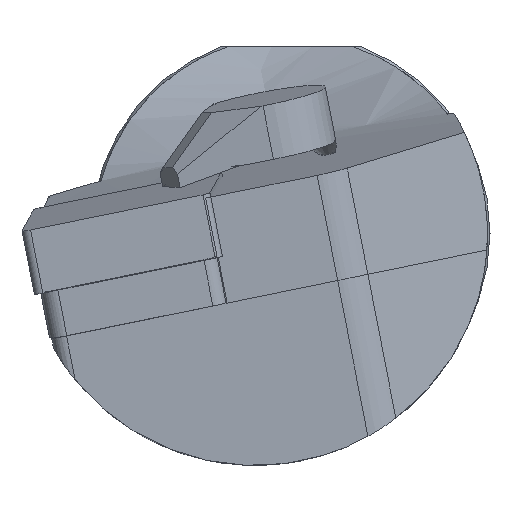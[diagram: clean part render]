
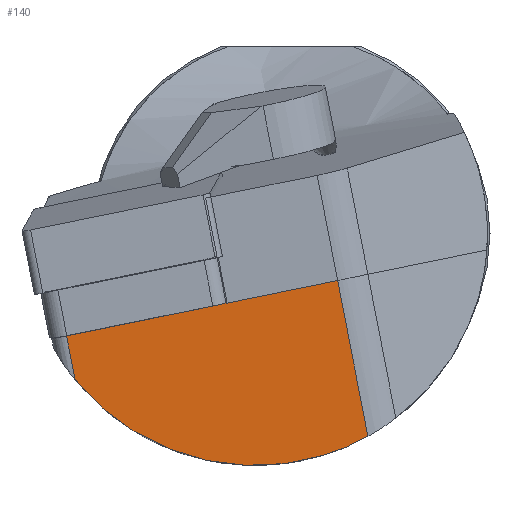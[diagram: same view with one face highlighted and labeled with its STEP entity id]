
A CAD part, left-side view. The second image highlights one B-rep face of the part: STEP entity #140.
In plain terms, the highlighted planar face has unit normal (-0.991, -0.105, -0.086).
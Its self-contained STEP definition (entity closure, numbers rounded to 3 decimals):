
#79=ELLIPSE('',#1111,23.518,23.3);
#140=ADVANCED_FACE('',(#233),#188,.F.);
#188=PLANE('',#1138);
#233=FACE_OUTER_BOUND('',#296,.T.);
#296=EDGE_LOOP('',(#495,#496,#497,#498,#499,#500));
#495=ORIENTED_EDGE('',*,*,#854,.T.);
#496=ORIENTED_EDGE('',*,*,#855,.F.);
#497=ORIENTED_EDGE('',*,*,#815,.T.);
#498=ORIENTED_EDGE('',*,*,#853,.T.);
#499=ORIENTED_EDGE('',*,*,#802,.T.);
#500=ORIENTED_EDGE('',*,*,#776,.T.);
#676=VERTEX_POINT('',#1488);
#677=VERTEX_POINT('',#1489);
#696=VERTEX_POINT('',#1559);
#697=VERTEX_POINT('',#1563);
#706=VERTEX_POINT('',#1605);
#707=VERTEX_POINT('',#1607);
#776=EDGE_CURVE('',#676,#677,#931,.T.);
#802=EDGE_CURVE('',#697,#676,#949,.T.);
#815=EDGE_CURVE('',#707,#706,#79,.T.);
#853=EDGE_CURVE('',#706,#697,#961,.T.);
#854=EDGE_CURVE('',#677,#696,#962,.T.);
#855=EDGE_CURVE('',#707,#696,#963,.T.);
#931=LINE('',#1487,#1012);
#949=LINE('',#1562,#1030);
#961=LINE('',#2030,#1042);
#962=LINE('',#2032,#1043);
#963=LINE('',#2033,#1044);
#1012=VECTOR('',#1199,1.);
#1030=VECTOR('',#1237,1.);
#1042=VECTOR('',#1315,1.);
#1043=VECTOR('',#1318,1.);
#1044=VECTOR('',#1319,1.);
#1111=AXIS2_PLACEMENT_3D('',#1606,#1255,#1256);
#1138=AXIS2_PLACEMENT_3D('',#2034,#1320,#1321);
#1199=DIRECTION('',(-0.087,0.976,-0.199));
#1237=DIRECTION('',(-0.087,0.976,-0.199));
#1255=DIRECTION('',(-0.991,-0.105,-0.086));
#1256=DIRECTION('',(-0.136,0.769,0.624));
#1315=DIRECTION('',(-0.105,0.19,0.976));
#1318=DIRECTION('',(-0.087,0.976,-0.199));
#1319=DIRECTION('',(-0.105,0.19,0.976));
#1320=DIRECTION('',(0.991,0.105,0.086));
#1321=DIRECTION('',(0.106,-0.994,0.));
#1487=CARTESIAN_POINT('',(-260.841,0.056,95.373));
#1488=CARTESIAN_POINT('',(-261.835,11.247,93.091));
#1489=CARTESIAN_POINT('',(-261.887,11.836,92.971));
#1559=CARTESIAN_POINT('',(-263.257,27.262,89.826));
#1562=CARTESIAN_POINT('',(-260.841,0.056,95.373));
#1563=CARTESIAN_POINT('',(-260.841,0.056,95.373));
#1605=CARTESIAN_POINT('',(-259.166,-2.985,79.73));
#1606=CARTESIAN_POINT('',(-262.129,8.316,100.106));
#1607=CARTESIAN_POINT('',(-262.786,26.406,85.421));
#2030=CARTESIAN_POINT('',(-312.465,93.775,577.515));
#2032=CARTESIAN_POINT('',(-260.841,0.056,95.373));
#2033=CARTESIAN_POINT('',(-314.881,120.981,571.968));
#2034=CARTESIAN_POINT('',(-312.465,93.775,577.515));
